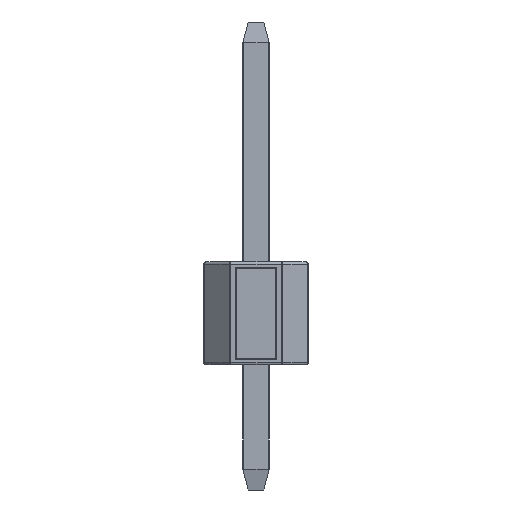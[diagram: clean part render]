
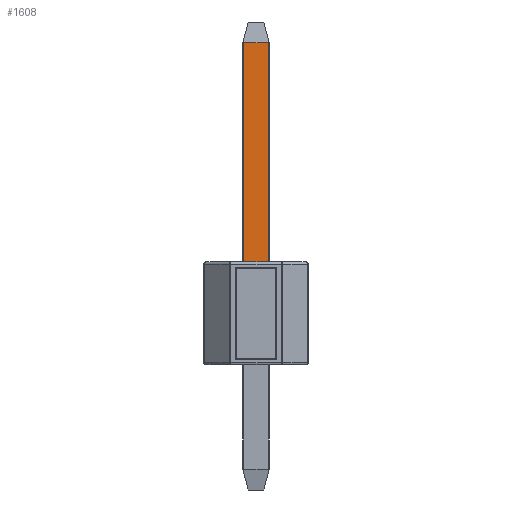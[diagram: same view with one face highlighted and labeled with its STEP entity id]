
A CAD part, left-side view. The second image highlights one B-rep face of the part: STEP entity #1608.
In plain terms, the highlighted planar face has unit normal (-1, 0, 0).
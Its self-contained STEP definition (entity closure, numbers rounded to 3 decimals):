
#259=FACE_OUTER_BOUND('',#353,.T.);
#353=EDGE_LOOP('',(#1298,#1299,#1300,#1301));
#462=LINE('',#2640,#602);
#485=LINE('',#2688,#625);
#486=LINE('',#2690,#626);
#487=LINE('',#2691,#627);
#602=VECTOR('',#2180,10.);
#625=VECTOR('',#2231,10.);
#626=VECTOR('',#2232,10.);
#627=VECTOR('',#2233,10.);
#666=VERTEX_POINT('',#2381);
#669=VERTEX_POINT('',#2388);
#748=VERTEX_POINT('',#2687);
#749=VERTEX_POINT('',#2689);
#918=EDGE_CURVE('',#669,#666,#462,.T.);
#941=EDGE_CURVE('',#748,#666,#485,.T.);
#942=EDGE_CURVE('',#749,#748,#486,.T.);
#943=EDGE_CURVE('',#669,#749,#487,.T.);
#1298=ORIENTED_EDGE('',*,*,#918,.T.);
#1299=ORIENTED_EDGE('',*,*,#941,.F.);
#1300=ORIENTED_EDGE('',*,*,#942,.F.);
#1301=ORIENTED_EDGE('',*,*,#943,.F.);
#1431=PLANE('',#1808);
#1608=ADVANCED_FACE('',(#259),#1431,.T.);
#1808=AXIS2_PLACEMENT_3D('',#2686,#2229,#2230);
#2180=DIRECTION('',(0.,-1.,0.));
#2229=DIRECTION('center_axis',(-1.,0.,0.));
#2230=DIRECTION('ref_axis',(0.,0.,1.));
#2231=DIRECTION('',(0.,0.,-1.));
#2232=DIRECTION('',(0.,-1.,0.));
#2233=DIRECTION('',(0.,0.,1.));
#2381=CARTESIAN_POINT('',(-0.32,-0.297,2.5));
#2388=CARTESIAN_POINT('',(-0.32,0.292,2.5));
#2640=CARTESIAN_POINT('',(-0.32,-0.003,2.5));
#2686=CARTESIAN_POINT('Origin',(-0.32,-0.003,2.645));
#2687=CARTESIAN_POINT('',(-0.32,-0.297,7.832));
#2688=CARTESIAN_POINT('',(-0.32,-0.297,5.493));
#2689=CARTESIAN_POINT('',(-0.32,0.292,7.832));
#2690=CARTESIAN_POINT('',(-0.32,0.158,7.832));
#2691=CARTESIAN_POINT('',(-0.32,0.292,-0.202));
